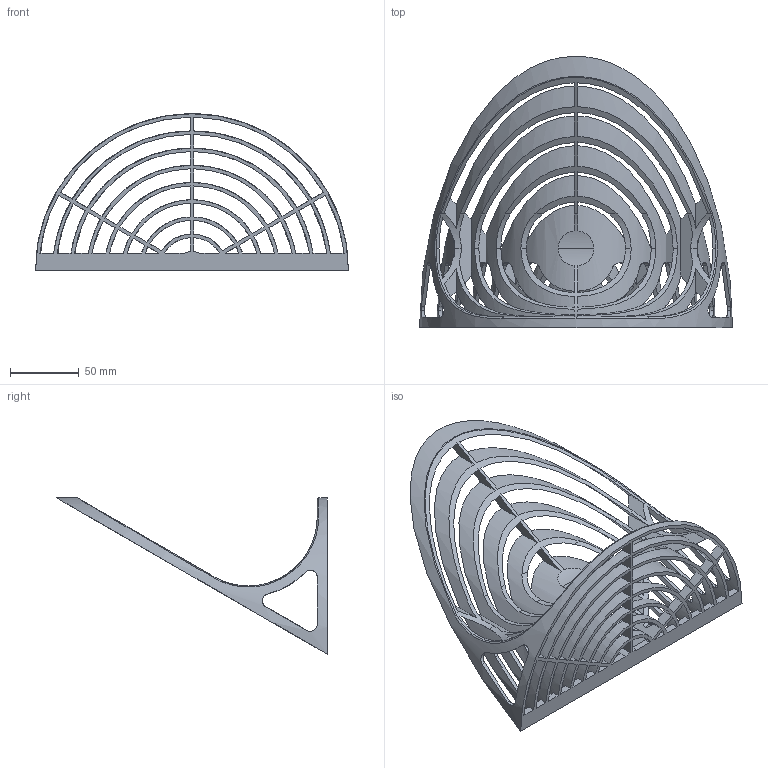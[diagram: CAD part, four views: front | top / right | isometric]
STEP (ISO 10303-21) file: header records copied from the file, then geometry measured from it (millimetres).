
FILE_DESCRIPTION (( 'STEP AP214' ), '1' );
FILE_NAME ('gritguard.STEP', '2025-11-17T15:54:14', ( '' ), ( '' ), 'SwSTEP 2.0', 'SolidWorks 2024', '' );
FILE_SCHEMA (( 'AUTOMOTIVE_DESIGN' ));
Length unit declared in the file: millimetre
Products named in the file (1): gritguard
Bounding box: 227.5 x 196.94 x 113.75 mm (x, y, z)
Volume: 147502.8 mm3; surface area: 141474.1 mm2
Topology: 1 solids, 1 shells, 298 faces, 1124 edges, 748 vertices
Faces by surface type: cylinder 154, plane 139, bspline 3, torus 2
Entity records: 15804 total; most frequent: CARTESIAN_POINT 6813, ORIENTED_EDGE 2248, DIRECTION 1527, EDGE_CURVE 1124, VERTEX_POINT 748, VECTOR 567, LINE 567, AXIS2_PLACEMENT_3D 480
